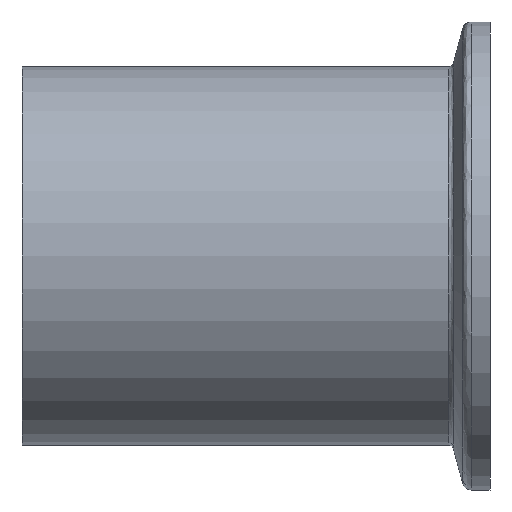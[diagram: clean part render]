
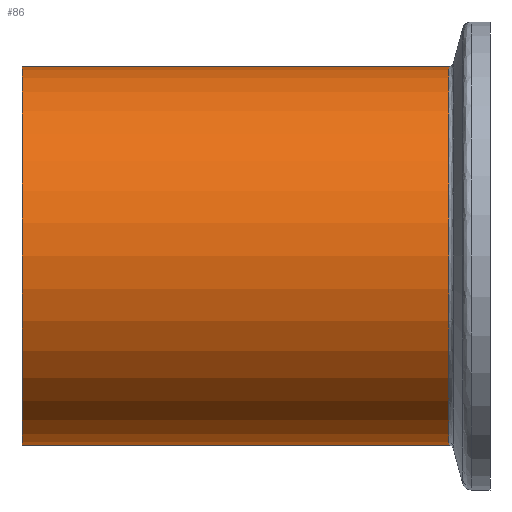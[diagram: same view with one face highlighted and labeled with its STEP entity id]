
A CAD part, front view. The second image highlights one B-rep face of the part: STEP entity #86.
In plain terms, the highlighted cylindrical face has radius 22.25 mm (diameter 44.5 mm), a full revolution.
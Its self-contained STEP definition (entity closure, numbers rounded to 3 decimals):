
#5 = CIRCLE ( 'NONE', #122, 22.25 ) ;
#20 = CARTESIAN_POINT ( 'NONE',  ( 3., 0., 0. ) ) ;
#51 = VERTEX_POINT ( 'NONE', #581 ) ;
#76 = EDGE_LOOP ( 'NONE', ( #547 ) ) ;
#86 = ADVANCED_FACE ( 'NONE', ( #615, #458 ), #493, .T. ) ;
#97 = VERTEX_POINT ( 'NONE', #520 ) ;
#122 = AXIS2_PLACEMENT_3D ( 'NONE', #545, #607, #242 ) ;
#158 = DIRECTION ( 'NONE',  ( -1., 0., 0. ) ) ;
#242 = DIRECTION ( 'NONE',  ( 0., 0., 1. ) ) ;
#367 = CIRCLE ( 'NONE', #711, 22.25 ) ;
#408 = EDGE_CURVE ( 'NONE', #51, #51, #367, .T. ) ;
#458 = FACE_OUTER_BOUND ( 'NONE', #76, .T. ) ;
#479 = CARTESIAN_POINT ( 'NONE',  ( -52., 0., 0. ) ) ;
#486 = DIRECTION ( 'NONE',  ( 0., 0., 1. ) ) ;
#489 = DIRECTION ( 'NONE',  ( 1., 0., 0. ) ) ;
#493 = CYLINDRICAL_SURFACE ( 'NONE', #593, 22.25 ) ;
#515 = DIRECTION ( 'NONE',  ( 0., 0., 1. ) ) ;
#520 = CARTESIAN_POINT ( 'NONE',  ( -1.867, 0., 22.25 ) ) ;
#532 = EDGE_CURVE ( 'NONE', #97, #97, #5, .T. ) ;
#545 = CARTESIAN_POINT ( 'NONE',  ( -1.867, 0., 0. ) ) ;
#547 = ORIENTED_EDGE ( 'NONE', *, *, #408, .T. ) ;
#581 = CARTESIAN_POINT ( 'NONE',  ( -52., 0., 22.25 ) ) ;
#593 = AXIS2_PLACEMENT_3D ( 'NONE', #20, #158, #515 ) ;
#607 = DIRECTION ( 'NONE',  ( -1., 0., 0. ) ) ;
#615 = FACE_OUTER_BOUND ( 'NONE', #665, .T. ) ;
#665 = EDGE_LOOP ( 'NONE', ( #685 ) ) ;
#685 = ORIENTED_EDGE ( 'NONE', *, *, #532, .T. ) ;
#711 = AXIS2_PLACEMENT_3D ( 'NONE', #479, #489, #486 ) ;
